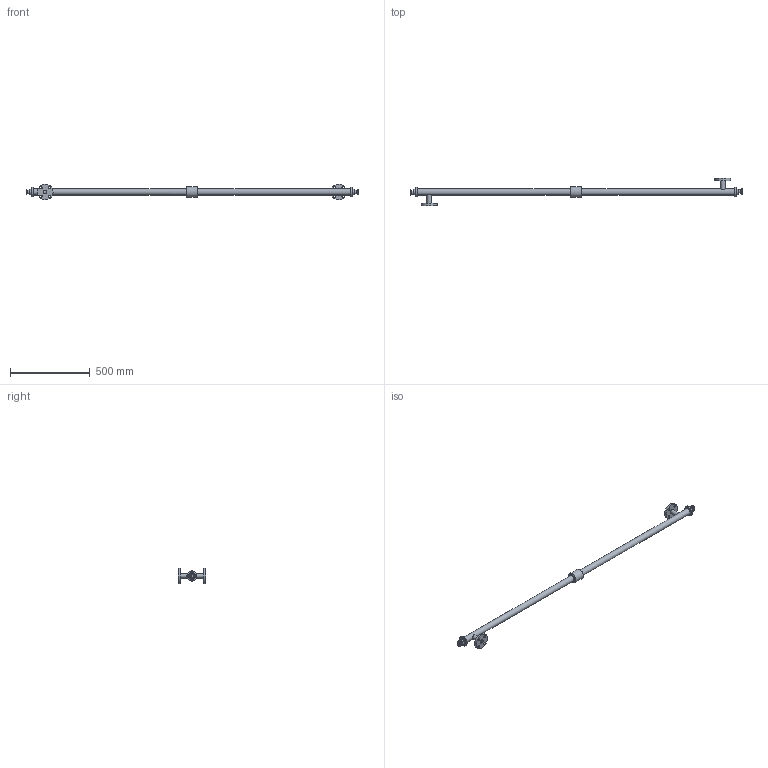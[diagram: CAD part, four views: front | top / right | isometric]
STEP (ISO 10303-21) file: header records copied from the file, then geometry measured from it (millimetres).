
FILE_DESCRIPTION(/* description */ (''),/* implementation_level */ '2;1');
FILE_NAME(/* name */ 'HE15-20A-15A.stp',/* time_stamp */ '2024-04-23T09:53:22+09:00',/* author */ ('autocad33'),/* organization */ (''),/* preprocessor_version */ 'ST-DEVELOPER v19.2',/* originating_system */ 'Autodesk Inventor 2023',/* authorisation */ '');
FILE_SCHEMA (('AUTOMOTIVE_DESIGN { 1 0 10303 214 3 1 1 }'));
Length unit declared in the file: millimetre
Products named in the file (1): HE15-15A-8A-03
Bounding box: 2082 x 170 x 100 mm (x, y, z)
Volume: 2746314.6 mm3; surface area: 330687.7 mm2
Topology: 1 solids, 1 shells, 57 faces, 117 edges, 77 vertices
Faces by surface type: cylinder 29, plane 16, cone 8, torus 4
Full cylindrical faces by diameter (mm): 15 x8, 18.4 x2, 21.7 x2, 23 x2, 27.2 x2, 34 x2, 36 x2, 38.1 x2, 62.5 x2, 65 x1, 100 x2
Entity records: 1797 total; most frequent: CARTESIAN_POINT 453, DIRECTION 296, ORIENTED_EDGE 234, AXIS2_PLACEMENT_3D 130, EDGE_CURVE 117, EDGE_LOOP 88, VERTEX_POINT 77, CIRCLE 72
